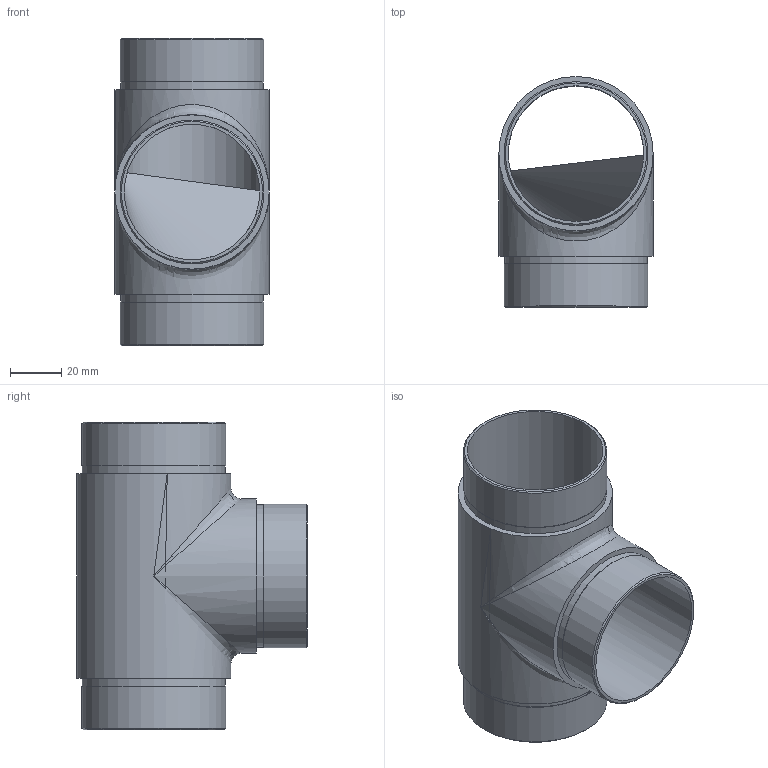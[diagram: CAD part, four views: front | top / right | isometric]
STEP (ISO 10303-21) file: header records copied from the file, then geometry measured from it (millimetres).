
FILE_DESCRIPTION (( 'STEP AP203' ), '1' );
FILE_NAME ('56213-320.step', '2020-03-02T15:34:21', ( '' ), ( '' ), 'SwSTEP 2.0', 'SolidWorks 2015', '' );
FILE_SCHEMA (( 'CONFIG_CONTROL_DESIGN' ));
Length unit declared in the file: millimetre
Products named in the file (2): 56213-320
Bounding box: 60.3 x 90.15 x 120 mm (x, y, z)
Volume: 70836 mm3; surface area: 52288.3 mm2
Topology: 1 solids, 1 shells, 251 faces, 666 edges, 440 vertices
Faces by surface type: bspline 116, plane 100, cylinder 32, cone 3
Full cylindrical faces by diameter (mm): 53 x2, 55.8 x3, 56.2 x3, 60.3 x2
Entity records: 12551 total; most frequent: CARTESIAN_POINT 7045, ORIENTED_EDGE 1284, DIRECTION 759, EDGE_CURVE 642, VERTEX_POINT 435, EDGE_LOOP 297, LINE 287, VECTOR 287
